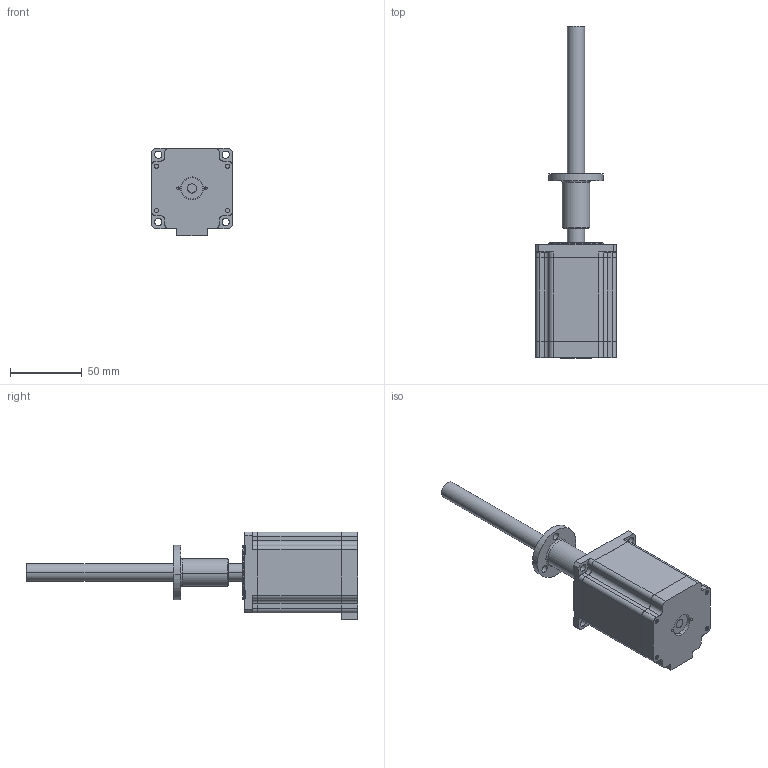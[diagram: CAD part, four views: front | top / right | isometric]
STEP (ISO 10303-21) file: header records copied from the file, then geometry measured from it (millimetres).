
FILE_DESCRIPTION (( 'STEP AP203' ), '1' );
FILE_NAME ('LSM23AS-T1206-153-AR4-0.STEP', '2017-09-29T05:46:42', ( 'Windows' ), ( 'Microsoft' ), 'SwSTEP 2.0', 'SolidWorks 2014', '' );
FILE_SCHEMA (( 'CONFIG_CONTROL_DESIGN' ));
Length unit declared in the file: millimetre
Products named in the file (4): LE23HSAP4300-BR70A; T1206佪裝; 圆形普通螺母AR4_圆形螺母A3; LSM23AS-T1206-153-AR4-0
Assembly tree (3 placements, depth 2):
  LSM23AS-T1206-153-AR4-0
    LE23HSAP4300-BR70A
    T1206佪裝
    圆形普通螺母AR4_圆形螺母A3
Bounding box: 56.4 x 232 x 61.4 mm (x, y, z)
Volume: 252889.3 mm3; surface area: 47816.5 mm2
Topology: 4 solids, 4 shells, 408 faces, 1042 edges, 678 vertices
Faces by surface type: plane 252, cylinder 110, cone 28, torus 18
Entity records: 12720 total; most frequent: DIRECTION 2152, CARTESIAN_POINT 2130, ORIENTED_EDGE 2076, EDGE_CURVE 1038, LINE 752, VECTOR 752, AXIS2_PLACEMENT_3D 700, VERTEX_POINT 678
